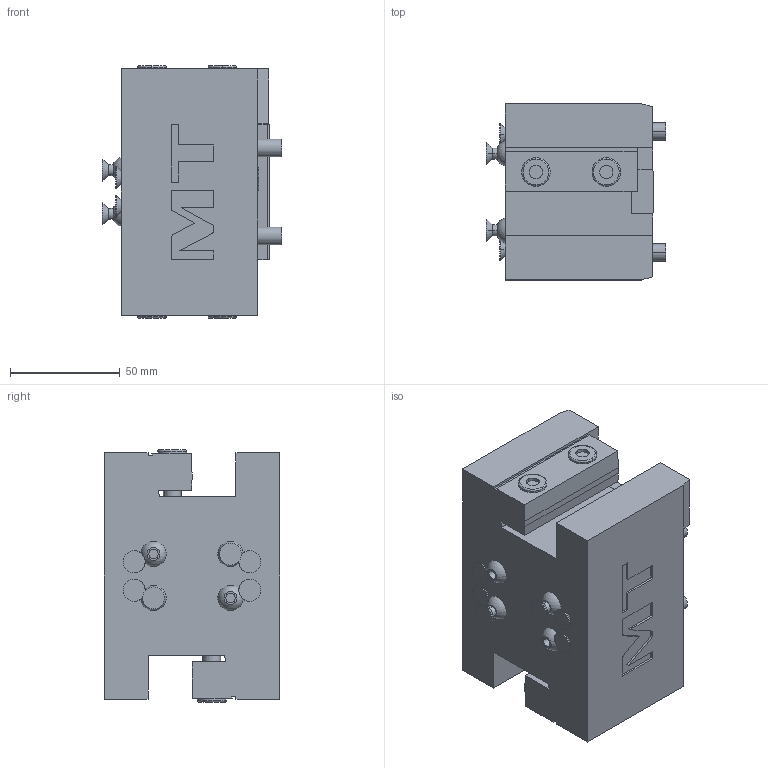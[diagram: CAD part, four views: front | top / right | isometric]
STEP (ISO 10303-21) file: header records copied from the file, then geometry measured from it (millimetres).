
FILE_DESCRIPTION((''),'2;1');
FILE_NAME('NKM0152010_CONF','2023-06-15T14:32:53',('gvalli'),('M.T. srl'),'CREO PARAMETRIC BY PTC INC, 2021072','CREO PARAMETRIC BY PTC INC, 2021072','');
FILE_SCHEMA(('CONFIG_CONTROL_DESIGN'));
Length unit declared in the file: millimetre
Products named in the file (1): NKM0152010_CONF
Bounding box: 81.55 x 80 x 114.7 mm (x, y, z)
Volume: 513345.5 mm3; surface area: 53915.7 mm2
Topology: 1 solids, 1 shells, 211 faces, 532 edges, 350 vertices
Faces by surface type: plane 125, cylinder 54, torus 12, cone 12, extrusion 4, sphere 4
Entity records: 6520 total; most frequent: CARTESIAN_POINT 1229, DIRECTION 1098, ORIENTED_EDGE 1064, EDGE_CURVE 532, AXIS2_PLACEMENT_3D 371, VECTOR 356, LINE 352, VERTEX_POINT 350
